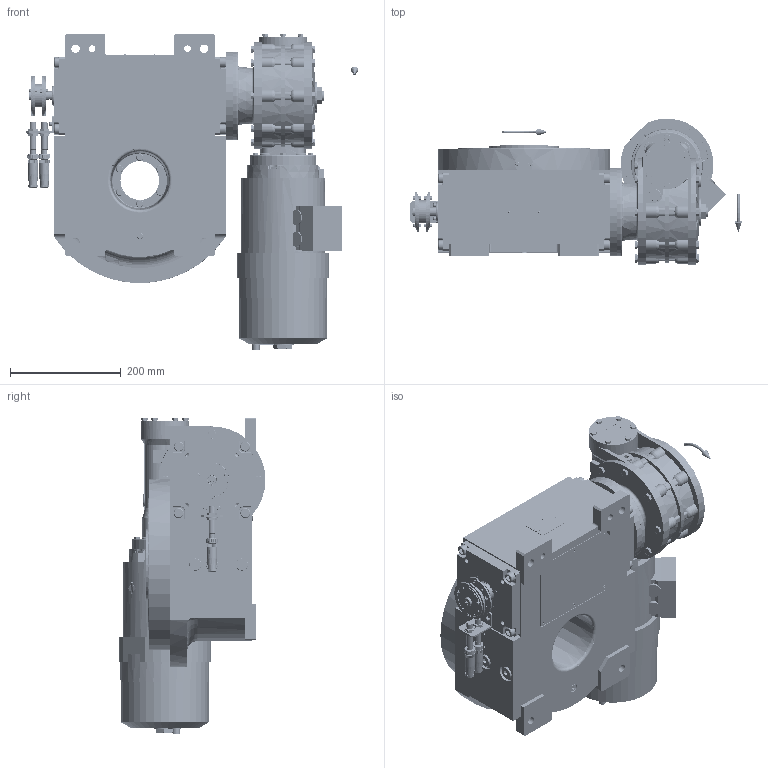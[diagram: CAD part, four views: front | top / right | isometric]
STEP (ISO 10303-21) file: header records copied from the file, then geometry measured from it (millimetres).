
FILE_DESCRIPTION (( 'STEP AP203' ), '1' );
FILE_NAME ('PC5200654.step', '2024-09-19T08:09:13', ( '' ), ( '' ), 'SwSTEP 2.0', 'SolidWorks 2020', '' );
FILE_SCHEMA (( 'CONFIG_CONTROL_DESIGN' ));
Length unit declared in the file: millimetre
Products named in the file (96): cfn2205_01_015; rig09_016; AS_900_38_10_028; cfn2000_01_099; cfn2077_01_036; 900_38_30_003; cfn2070_05_009; cfn2000_01_126; cfn2055_01_002; cfn2000_01_081; RIG09_005_AF0.stp; cfn2128_04_002; cfn2107_01_001; cfn2115_02_194; cfn2400_04_024; cfn2151_01_167; cfn2003_01_054; CFN2104_02_018.stp; 900_00_00_005; CFN2000_01_185.stp; CFN2356_03_053.stp; CFN2010_02_002.stp; cfn2000_01_184; rig09_004; cfn2128_19_002; cfn2155_01_095; 900_38_10_028; RIG09_005_ASM.stp; AS_rig09_002_bl_003; CFN2223_02_003.stp; cfn2104_01_018; RIG09_021_AF0.stp; BA80B14; AS_rig09_004; AS_cfn2400_04_024; RMI85_F3_LCB_DX_80B14; PC5200654; CFN2010_01_020.stp; rig09_003_8; cfn2115_02_058 ...
Assembly tree (88 placements, depth 5):
  cfn2205_01_015
  cfn2077_01_036
  cfn2151_01_167
  CFN2356_03_053.stp
  CFN2223_02_003.stp
Bounding box: 599.5 x 265.19 x 571.38 mm (x, y, z)
Volume: 15307305.7 mm3; surface area: 1824041.5 mm2
Topology: 76 solids, 76 shells, 5848 faces, 14811 edges, 9412 vertices
Faces by surface type: plane 2771, cylinder 1874, cone 940, torus 224, bspline 35, sphere 4
Entity records: 170626 total; most frequent: CARTESIAN_POINT 47231, ORIENTED_EDGE 23658, DIRECTION 23584, EDGE_CURVE 11829, AXIS2_PLACEMENT_3D 8642, VERTEX_POINT 7586, LINE 6300, VECTOR 6300
